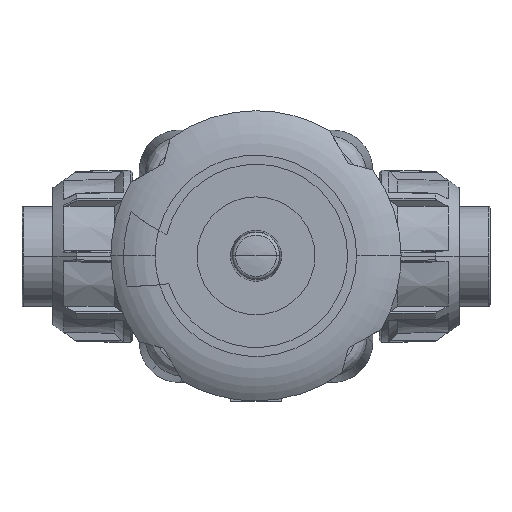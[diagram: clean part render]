
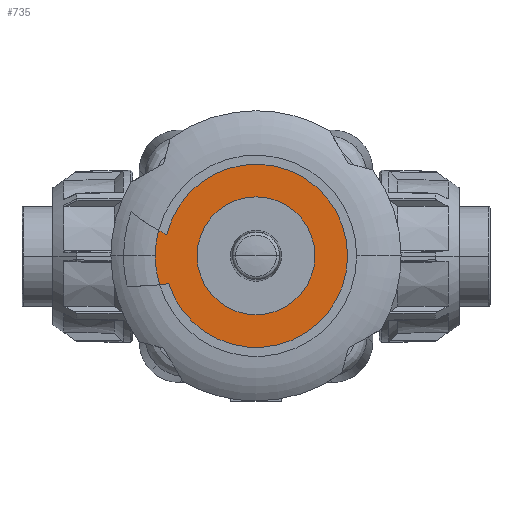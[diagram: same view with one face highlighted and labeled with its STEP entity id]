
A CAD part, top view. The second image highlights one B-rep face of the part: STEP entity #735.
In plain terms, the highlighted planar face has unit normal (0, 0, 1).
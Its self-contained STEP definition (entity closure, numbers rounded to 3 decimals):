
#735=ADVANCED_FACE('',(#1650,#1651),#1652,.T.);
#1650=FACE_OUTER_BOUND('',#3887,.T.);
#1651=FACE_BOUND('',#3888,.T.);
#1652=PLANE('',#3889);
#3887=EDGE_LOOP('',(#6600,#6601,#6602,#6603,#6604,#6605));
#3888=EDGE_LOOP('',(#6606,#6607));
#3889=AXIS2_PLACEMENT_3D('',#6608,#6609,#6610);
#6600=ORIENTED_EDGE('',*,*,#8990,.F.);
#6601=ORIENTED_EDGE('',*,*,#9038,.T.);
#6602=ORIENTED_EDGE('',*,*,#9024,.F.);
#6603=ORIENTED_EDGE('',*,*,#9049,.F.);
#6604=ORIENTED_EDGE('',*,*,#9046,.T.);
#6605=ORIENTED_EDGE('',*,*,#9064,.F.);
#6606=ORIENTED_EDGE('',*,*,#9033,.T.);
#6607=ORIENTED_EDGE('',*,*,#9031,.T.);
#6608=CARTESIAN_POINT('',(0.,0.,88.95));
#6609=DIRECTION('',(0.,0.,1.0));
#6610=DIRECTION('',(1.0,0.,0.));
#8990=EDGE_CURVE('',#10518,#10514,#10520,.T.);
#9024=EDGE_CURVE('',#10578,#10581,#10582,.T.);
#9031=EDGE_CURVE('',#10588,#10592,#10594,.T.);
#9033=EDGE_CURVE('',#10592,#10588,#10596,.T.);
#9038=EDGE_CURVE('',#10518,#10581,#10601,.T.);
#9046=EDGE_CURVE('',#10604,#10613,#10615,.T.);
#9049=EDGE_CURVE('',#10604,#10578,#10618,.T.);
#9064=EDGE_CURVE('',#10514,#10613,#10638,.T.);
#10514=VERTEX_POINT('',#12930);
#10518=VERTEX_POINT('',#12935);
#10520=CIRCLE('',#12938,25.25);
#10578=VERTEX_POINT('',#13045);
#10581=VERTEX_POINT('',#13048);
#10582=CIRCLE('',#13049,27.75);
#10588=VERTEX_POINT('',#13060);
#10592=VERTEX_POINT('',#13065);
#10594=CIRCLE('',#13068,16.25);
#10596=CIRCLE('',#13070,16.25);
#10601=CIRCLE('',#13076,55.);
#10604=VERTEX_POINT('',#13079);
#10613=VERTEX_POINT('',#13099);
#10615=CIRCLE('',#13102,73.355);
#10618=CIRCLE('',#13105,27.75);
#10638=CIRCLE('',#13150,25.25);
#12930=CARTESIAN_POINT('',(25.25,0.,88.95));
#12935=CARTESIAN_POINT('',(-24.576,5.796,88.95));
#12938=AXIS2_PLACEMENT_3D('',#16912,#16913,#16914);
#13045=CARTESIAN_POINT('',(-27.75,0.,88.95));
#13048=CARTESIAN_POINT('',(-26.852,7.001,88.95));
#13049=AXIS2_PLACEMENT_3D('',#16974,#16975,#16976);
#13060=CARTESIAN_POINT('',(-16.25,0.,88.95));
#13065=CARTESIAN_POINT('',(16.25,0.,88.95));
#13068=AXIS2_PLACEMENT_3D('',#16985,#16986,#16987);
#13070=AXIS2_PLACEMENT_3D('',#16988,#16989,#16990);
#13076=AXIS2_PLACEMENT_3D('',#16995,#16996,#16997);
#13079=CARTESIAN_POINT('',(-26.578,-7.979,88.95));
#13099=CARTESIAN_POINT('',(-24.054,-7.678,88.95));
#13102=AXIS2_PLACEMENT_3D('',#17006,#17007,#17008);
#13105=AXIS2_PLACEMENT_3D('',#17012,#17013,#17014);
#13150=AXIS2_PLACEMENT_3D('',#17031,#17032,#17033);
#16912=CARTESIAN_POINT('',(0.,0.,88.95));
#16913=DIRECTION('',(0.,0.,-1.0));
#16914=DIRECTION('',(-1.0,0.,0.));
#16974=CARTESIAN_POINT('',(0.,0.,88.95));
#16975=DIRECTION('',(0.,0.,-1.0));
#16976=DIRECTION('',(1.0,0.,0.));
#16985=CARTESIAN_POINT('',(0.,0.,88.95));
#16986=DIRECTION('',(0.,0.,-1.0));
#16987=DIRECTION('',(-1.0,0.,0.));
#16988=CARTESIAN_POINT('',(0.,0.,88.95));
#16989=DIRECTION('',(0.,0.,-1.0));
#16990=DIRECTION('',(-1.0,0.,0.));
#16995=CARTESIAN_POINT('',(0.,55.,88.95));
#16996=DIRECTION('',(0.0,0.,-1.0));
#16997=DIRECTION('',(0.511,0.859,0.));
#17006=CARTESIAN_POINT('',(-34.,65.,88.95));
#17007=DIRECTION('',(0.0,0.,1.0));
#17008=DIRECTION('',(0.082,-0.997,0.));
#17012=CARTESIAN_POINT('',(0.,0.,88.95));
#17013=DIRECTION('',(0.,0.,-1.0));
#17014=DIRECTION('',(1.0,0.,0.));
#17031=CARTESIAN_POINT('',(0.,0.,88.95));
#17032=DIRECTION('',(0.,0.,-1.0));
#17033=DIRECTION('',(-1.0,0.,0.));
